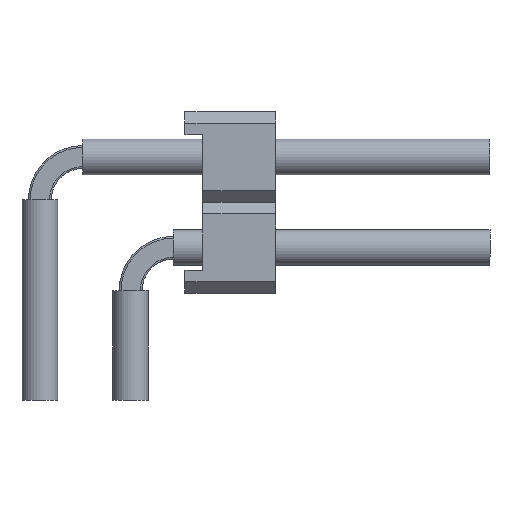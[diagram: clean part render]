
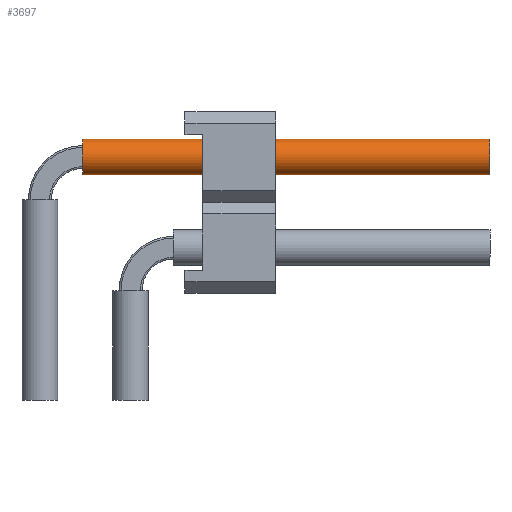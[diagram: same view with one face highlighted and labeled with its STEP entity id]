
A CAD part, left-side view. The second image highlights one B-rep face of the part: STEP entity #3697.
In plain terms, the highlighted cylindrical face has radius 0.5 mm (diameter 1 mm), a full revolution.
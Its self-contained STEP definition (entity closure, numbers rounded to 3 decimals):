
#2026=ORIENTED_EDGE('',*,*,#2552,.F.);
#2027=ORIENTED_EDGE('',*,*,#2553,.T.);
#2552=EDGE_CURVE('',#2900,#2900,#3020,.T.);
#2553=EDGE_CURVE('',#2901,#2901,#3021,.T.);
#2900=VERTEX_POINT('',#6257);
#2901=VERTEX_POINT('',#6259);
#3020=CIRCLE('',#4106,0.5);
#3021=CIRCLE('',#4107,0.5);
#3232=EDGE_LOOP('',(#2026));
#3233=EDGE_LOOP('',(#2027));
#3444=FACE_BOUND('',#3232,.T.);
#3445=FACE_BOUND('',#3233,.T.);
#3509=CYLINDRICAL_SURFACE('',#4105,0.5);
#3697=ADVANCED_FACE('',(#3444,#3445),#3509,.F.);
#4105=AXIS2_PLACEMENT_3D('',#6255,#5172,#5173);
#4106=AXIS2_PLACEMENT_3D('',#6256,#5174,#5175);
#4107=AXIS2_PLACEMENT_3D('',#6258,#5176,#5177);
#5172=DIRECTION('',(1.,0.,0.));
#5173=DIRECTION('',(0.,0.,-1.));
#5174=DIRECTION('',(-1.,0.,0.));
#5175=DIRECTION('',(0.,0.,1.));
#5176=DIRECTION('',(-1.,0.,0.));
#5177=DIRECTION('',(0.,0.,1.));
#6255=CARTESIAN_POINT('',(1.2,0.,6.81));
#6256=CARTESIAN_POINT('',(12.6,0.,6.81));
#6257=CARTESIAN_POINT('',(12.6,0.,7.31));
#6258=CARTESIAN_POINT('',(1.2,0.,6.81));
#6259=CARTESIAN_POINT('',(1.2,0.,7.31));
